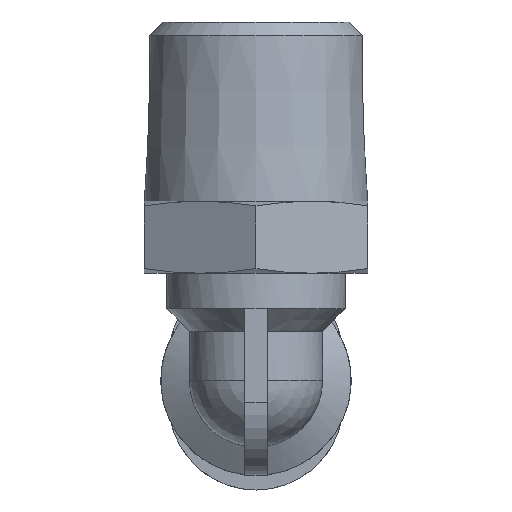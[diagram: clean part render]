
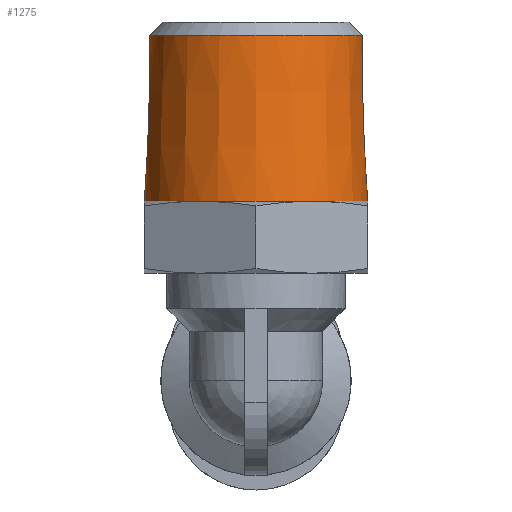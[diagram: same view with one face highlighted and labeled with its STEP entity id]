
A CAD part, left-side view. The second image highlights one B-rep face of the part: STEP entity #1275.
In plain terms, the highlighted conical face has half-angle 1.788 degrees and reference radius 4.758 mm.
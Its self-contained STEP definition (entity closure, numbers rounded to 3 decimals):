
#162=CIRCLE('',#1377,4.989);
#167=CIRCLE('',#1386,4.758);
#311=ORIENTED_EDGE('',*,*,#490,.F.);
#312=ORIENTED_EDGE('',*,*,#495,.T.);
#490=EDGE_CURVE('',#583,#583,#162,.T.);
#495=EDGE_CURVE('',#587,#587,#167,.T.);
#583=VERTEX_POINT('',#1964);
#587=VERTEX_POINT('',#1977);
#687=EDGE_LOOP('',(#311));
#688=EDGE_LOOP('',(#312));
#768=FACE_BOUND('',#687,.T.);
#769=FACE_BOUND('',#688,.T.);
#812=CONICAL_SURFACE('',#1387,4.758,0.031);
#1275=ADVANCED_FACE('',(#768,#769),#812,.T.);
#1377=AXIS2_PLACEMENT_3D('',#1963,#1578,#1579);
#1386=AXIS2_PLACEMENT_3D('',#1976,#1596,#1597);
#1387=AXIS2_PLACEMENT_3D('',#1978,#1598,#1599);
#1578=DIRECTION('',(0.,0.,-1.));
#1579=DIRECTION('',(-1.,0.,0.));
#1596=DIRECTION('',(0.,0.,-1.));
#1597=DIRECTION('',(-1.,0.,0.));
#1598=DIRECTION('',(0.,0.,-1.));
#1599=DIRECTION('',(-1.,0.,0.));
#1963=CARTESIAN_POINT('',(0.,0.,8.));
#1964=CARTESIAN_POINT('',(-4.989,0.,8.));
#1976=CARTESIAN_POINT('',(0.,0.,15.4));
#1977=CARTESIAN_POINT('',(-4.758,0.,15.4));
#1978=CARTESIAN_POINT('',(0.,0.,15.4));
